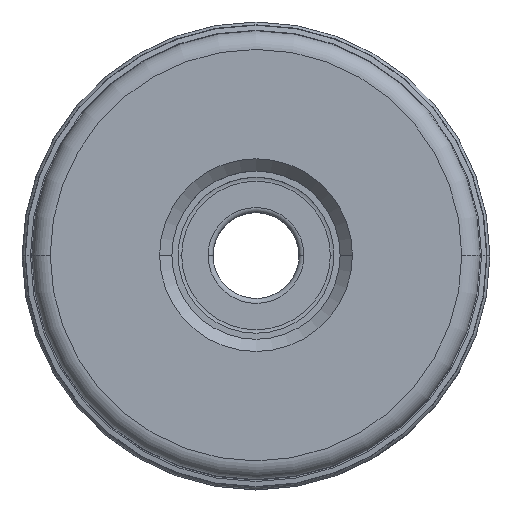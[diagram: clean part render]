
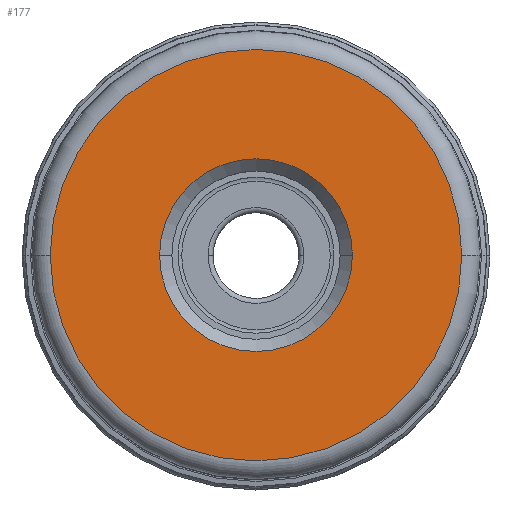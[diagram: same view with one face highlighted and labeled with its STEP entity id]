
A CAD part, top view. The second image highlights one B-rep face of the part: STEP entity #177.
In plain terms, the highlighted planar face has unit normal (0, 0, 1).
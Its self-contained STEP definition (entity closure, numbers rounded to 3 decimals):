
#28=PLANE('',#1712);
#34=FACE_BOUND('',#355,.T.);
#35=FACE_BOUND('',#356,.T.);
#177=ADVANCED_FACE('',(#34,#35),#28,.F.);
#355=EDGE_LOOP('',(#591,#592,#593,#594));
#356=EDGE_LOOP('',(#595,#596,#597,#598));
#591=ORIENTED_EDGE('',*,*,#1075,.F.);
#592=ORIENTED_EDGE('',*,*,#1074,.F.);
#593=ORIENTED_EDGE('',*,*,#1070,.F.);
#594=ORIENTED_EDGE('',*,*,#1069,.F.);
#595=ORIENTED_EDGE('',*,*,#1076,.F.);
#596=ORIENTED_EDGE('',*,*,#1077,.F.);
#597=ORIENTED_EDGE('',*,*,#1078,.F.);
#598=ORIENTED_EDGE('',*,*,#1079,.F.);
#891=VERTEX_POINT('',#3936);
#892=VERTEX_POINT('',#3938);
#893=VERTEX_POINT('',#3940);
#895=VERTEX_POINT('',#3947);
#896=VERTEX_POINT('',#3951);
#897=VERTEX_POINT('',#3952);
#898=VERTEX_POINT('',#3954);
#899=VERTEX_POINT('',#3956);
#1069=EDGE_CURVE('',#891,#892,#1302,.T.);
#1070=EDGE_CURVE('',#892,#893,#1303,.T.);
#1074=EDGE_CURVE('',#893,#895,#1307,.T.);
#1075=EDGE_CURVE('',#895,#891,#1308,.T.);
#1076=EDGE_CURVE('',#896,#897,#1309,.T.);
#1077=EDGE_CURVE('',#898,#896,#1310,.T.);
#1078=EDGE_CURVE('',#899,#898,#1311,.T.);
#1079=EDGE_CURVE('',#897,#899,#1312,.T.);
#1302=CIRCLE('',#1699,16.756);
#1303=CIRCLE('',#1700,16.756);
#1307=CIRCLE('',#1705,16.756);
#1308=CIRCLE('',#1706,16.756);
#1309=CIRCLE('',#1708,7.85);
#1310=CIRCLE('',#1709,7.85);
#1311=CIRCLE('',#1710,7.85);
#1312=CIRCLE('',#1711,7.85);
#1699=AXIS2_PLACEMENT_3D('',#3937,#2085,#2086);
#1700=AXIS2_PLACEMENT_3D('',#3939,#2087,#2088);
#1705=AXIS2_PLACEMENT_3D('',#3946,#2097,#2098);
#1706=AXIS2_PLACEMENT_3D('',#3948,#2099,#2100);
#1708=AXIS2_PLACEMENT_3D('',#3950,#2103,#2104);
#1709=AXIS2_PLACEMENT_3D('',#3953,#2105,#2106);
#1710=AXIS2_PLACEMENT_3D('',#3955,#2107,#2108);
#1711=AXIS2_PLACEMENT_3D('',#3957,#2109,#2110);
#1712=AXIS2_PLACEMENT_3D('',#3958,#2111,#2112);
#2085=DIRECTION('',(0.,0.,-1.));
#2086=DIRECTION('',(1.,0.,0.));
#2087=DIRECTION('',(0.,0.,-1.));
#2088=DIRECTION('',(1.,-0.001,0.));
#2097=DIRECTION('',(0.,0.,-1.));
#2098=DIRECTION('',(-1.,0.,0.));
#2099=DIRECTION('',(0.,0.,-1.));
#2100=DIRECTION('',(-1.,0.001,0.));
#2103=DIRECTION('',(0.,0.,1.));
#2104=DIRECTION('',(0.,-1.,0.));
#2105=DIRECTION('',(0.,0.,1.));
#2106=DIRECTION('',(-1.,0.,0.));
#2107=DIRECTION('',(0.,0.,1.));
#2108=DIRECTION('',(0.,1.,0.));
#2109=DIRECTION('',(0.,0.,1.));
#2110=DIRECTION('',(1.,0.,0.));
#2111=DIRECTION('',(0.,0.,-1.));
#2112=DIRECTION('',(-1.,0.,0.));
#3936=CARTESIAN_POINT('',(16.756,0.,0.));
#3937=CARTESIAN_POINT('',(0.,0.,0.));
#3938=CARTESIAN_POINT('',(16.756,-0.02,0.));
#3939=CARTESIAN_POINT('',(0.,0.,0.));
#3940=CARTESIAN_POINT('',(-16.756,0.,0.));
#3946=CARTESIAN_POINT('',(0.,0.,0.));
#3947=CARTESIAN_POINT('',(-16.756,0.02,0.));
#3948=CARTESIAN_POINT('',(0.,0.,0.));
#3950=CARTESIAN_POINT('',(0.,0.,0.));
#3951=CARTESIAN_POINT('',(0.,-7.85,0.));
#3952=CARTESIAN_POINT('',(7.85,0.,0.));
#3953=CARTESIAN_POINT('',(0.,0.,0.));
#3954=CARTESIAN_POINT('',(-7.85,0.,0.));
#3955=CARTESIAN_POINT('',(0.,0.,0.));
#3956=CARTESIAN_POINT('',(0.,7.85,0.));
#3957=CARTESIAN_POINT('',(0.,0.,0.));
#3958=CARTESIAN_POINT('',(0.,0.,0.));
